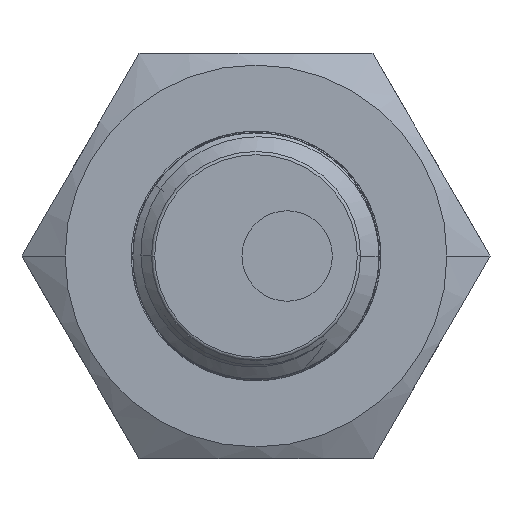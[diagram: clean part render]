
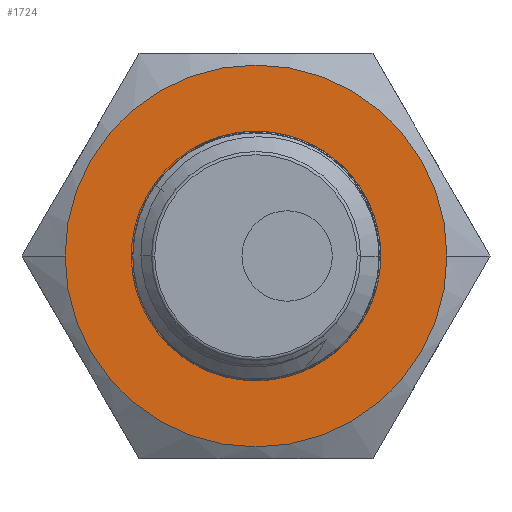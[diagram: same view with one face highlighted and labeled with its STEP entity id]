
A CAD part, front view. The second image highlights one B-rep face of the part: STEP entity #1724.
In plain terms, the highlighted face is planar.
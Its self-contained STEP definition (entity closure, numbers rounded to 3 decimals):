
#117=CARTESIAN_POINT('',(0.,0.,20.876));
#118=DIRECTION('',(0.,0.,1.));
#119=DIRECTION('',(1.,0.,0.));
#120=AXIS2_PLACEMENT_3D('',#117,#118,#119);
#122=CARTESIAN_POINT('',(0.,0.,20.876));
#123=DIRECTION('',(0.,0.,1.));
#124=DIRECTION('',(-1.,0.,0.));
#125=AXIS2_PLACEMENT_3D('',#122,#123,#124);
#127=CARTESIAN_POINT('',(0.,0.,20.876));
#128=DIRECTION('',(0.,0.,-1.));
#129=DIRECTION('',(-1.,0.,0.));
#130=AXIS2_PLACEMENT_3D('',#127,#128,#129);
#132=CARTESIAN_POINT('',(0.,0.,20.876));
#133=DIRECTION('',(0.,0.,-1.));
#134=DIRECTION('',(1.,0.,0.));
#135=AXIS2_PLACEMENT_3D('',#132,#133,#134);
#137=CARTESIAN_POINT('',(-2.035,3.444,20.876));
#138=CARTESIAN_POINT('',(-1.853,3.551,20.876));
#139=CARTESIAN_POINT('',(-1.477,3.735,20.876));
#140=CARTESIAN_POINT('',(-0.871,3.921,20.876));
#141=CARTESIAN_POINT('',(-0.243,4.009,20.876));
#142=CARTESIAN_POINT('',(0.384,3.998,20.876));
#143=CARTESIAN_POINT('',(1.011,3.887,20.876));
#144=CARTESIAN_POINT('',(1.61,3.68,20.876));
#145=CARTESIAN_POINT('',(2.17,3.38,20.876));
#146=CARTESIAN_POINT('',(2.673,2.998,20.876));
#147=CARTESIAN_POINT('',(3.106,2.546,20.876));
#148=CARTESIAN_POINT('',(3.469,2.025,20.876));
#149=CARTESIAN_POINT('',(3.745,1.453,20.876));
#150=CARTESIAN_POINT('',(3.927,0.846,20.876));
#151=CARTESIAN_POINT('',(4.011,0.219,20.876));
#152=CARTESIAN_POINT('',(3.995,-0.412,20.876));
#153=CARTESIAN_POINT('',(3.882,-1.032,20.876));
#154=CARTESIAN_POINT('',(3.673,-1.626,20.876));
#155=CARTESIAN_POINT('',(3.373,-2.18,20.876));
#156=CARTESIAN_POINT('',(2.991,-2.681,20.876));
#157=CARTESIAN_POINT('',(2.534,-3.116,20.876));
#158=CARTESIAN_POINT('',(2.013,-3.476,20.876));
#159=CARTESIAN_POINT('',(1.448,-3.746,20.876));
#160=CARTESIAN_POINT('',(0.843,-3.927,20.876));
#161=CARTESIAN_POINT('',(0.213,-4.011,20.876));
#162=CARTESIAN_POINT('',(-0.42,-3.995,
20.876));
#163=CARTESIAN_POINT('',(-1.046,-3.878,20.876));
#164=CARTESIAN_POINT('',(-1.635,-3.668,20.876));
#165=CARTESIAN_POINT('',(-2.191,-3.367,20.876));
#166=CARTESIAN_POINT('',(-2.694,-2.979,20.876));
#167=CARTESIAN_POINT('',(-2.984,-2.673,20.876));
#168=CARTESIAN_POINT('',(-3.117,-2.507,20.876));
#170=CARTESIAN_POINT('',(2.62,-2.576,20.876));
#171=CARTESIAN_POINT('',(2.767,-2.436,20.876));
#172=CARTESIAN_POINT('',(3.034,-2.136,20.876));
#173=CARTESIAN_POINT('',(3.357,-1.623,20.876));
#174=CARTESIAN_POINT('',(3.591,-1.072,20.876));
#175=CARTESIAN_POINT('',(3.734,-0.487,20.876));
#176=CARTESIAN_POINT('',(3.781,0.123,20.876));
#177=CARTESIAN_POINT('',(3.728,0.735,20.876));
#178=CARTESIAN_POINT('',(3.58,1.331,20.876));
#179=CARTESIAN_POINT('',(3.336,1.897,20.876));
#180=CARTESIAN_POINT('',(3.009,2.411,20.876));
#181=CARTESIAN_POINT('',(2.6,2.872,20.876));
#182=CARTESIAN_POINT('',(2.126,3.26,20.876));
#183=CARTESIAN_POINT('',(1.588,3.57,20.876));
#184=CARTESIAN_POINT('',(1.008,3.795,20.876));
#185=CARTESIAN_POINT('',(0.393,3.925,20.876));
#186=CARTESIAN_POINT('',(-0.235,3.957,20.876));
#187=CARTESIAN_POINT('',(-0.858,3.888,20.876));
#188=CARTESIAN_POINT('',(-1.473,3.719,20.876));
#189=CARTESIAN_POINT('',(-1.851,3.546,20.876));
#190=CARTESIAN_POINT('',(-2.035,3.444,20.876));
#192=CARTESIAN_POINT('',(-3.117,-2.507,20.876));
#193=CARTESIAN_POINT('',(-2.981,-2.66,20.876));
#194=CARTESIAN_POINT('',(-2.69,-2.94,20.876));
#195=CARTESIAN_POINT('',(-2.194,-3.292,20.876));
#196=CARTESIAN_POINT('',(-1.657,-3.563,20.876));
#197=CARTESIAN_POINT('',(-1.089,-3.745,20.876));
#198=CARTESIAN_POINT('',(-0.494,-3.837,
20.876));
#199=CARTESIAN_POINT('',(0.095,-3.836,20.876));
#200=CARTESIAN_POINT('',(0.672,-3.746,20.876));
#201=CARTESIAN_POINT('',(1.231,-3.569,20.876));
#202=CARTESIAN_POINT('',(1.746,-3.315,20.876));
#203=CARTESIAN_POINT('',(2.221,-2.983,20.876));
#204=CARTESIAN_POINT('',(2.494,-2.72,20.876));
#205=CARTESIAN_POINT('',(2.62,-2.576,20.876));
#376=CARTESIAN_POINT('',(-3.117,-2.507,20.876));
#978=CARTESIAN_POINT('',(-2.035,3.444,20.876));
#1558=CARTESIAN_POINT('',(-6.125,0.,20.876));
#1559=CARTESIAN_POINT('',(6.125,0.,20.876));
#1560=VERTEX_POINT('',#1558);
#1561=VERTEX_POINT('',#1559);
#1608=CARTESIAN_POINT('',(-3.526,0.,20.876));
#1609=CARTESIAN_POINT('',(3.526,0.,20.876));
#1610=VERTEX_POINT('',#1608);
#1611=VERTEX_POINT('',#1609);
#1624=VERTEX_POINT('',#376);
#1645=VERTEX_POINT('',#205);
#1659=VERTEX_POINT('',#978);
#1701=CARTESIAN_POINT('',(3.753,6.5,20.876));
#1702=DIRECTION('',(0.,0.,-1.));
#1703=DIRECTION('',(1.,0.,0.));
#1704=AXIS2_PLACEMENT_3D('',#1701,#1702,#1703);
#1705=PLANE('',#1704);
#1706=ORIENTED_EDGE('',*,*,#1678,.F.);
#1707=ORIENTED_EDGE('',*,*,#1688,.F.);
#1708=EDGE_LOOP('',(#1706,#1707));
#1709=FACE_OUTER_BOUND('',#1708,.F.);
#1711=ORIENTED_EDGE('',*,*,#1710,.F.);
#1713=ORIENTED_EDGE('',*,*,#1712,.F.);
#1714=EDGE_LOOP('',(#1711,#1713));
#1715=FACE_BOUND('',#1714,.F.);
#1717=ORIENTED_EDGE('',*,*,#1716,.F.);
#1719=ORIENTED_EDGE('',*,*,#1718,.F.);
#1721=ORIENTED_EDGE('',*,*,#1720,.F.);
#1722=EDGE_LOOP('',(#1717,#1719,#1721));
#1723=FACE_BOUND('',#1722,.F.);
#121=CIRCLE('',#120,6.125);
#126=CIRCLE('',#125,6.125);
#131=CIRCLE('',#130,3.526);
#136=CIRCLE('',#135,3.526);
#169=B_SPLINE_CURVE_WITH_KNOTS('',3,(#137,#138,#139,#140,#141,#142,#143,#144,
#145,#146,#147,#148,#149,#150,#151,#152,#153,#154,#155,#156,#157,#158,#159,#160,
#161,#162,#163,#164,#165,#166,#167,#168),.UNSPECIFIED.,.F.,.F.,(4,1,1,1,1,1,1,1,
1,1,1,1,1,1,1,1,1,1,1,1,1,1,1,1,1,1,1,1,1,4),(0.,0.034,
0.069,0.103,0.138,0.172,
0.207,0.241,0.276,0.31,
0.345,0.379,0.414,0.448,
0.483,0.517,0.552,0.586,
0.621,0.655,0.69,0.724,
0.759,0.793,0.828,0.862,
0.897,0.931,0.966,1.),.UNSPECIFIED.);
#191=B_SPLINE_CURVE_WITH_KNOTS('',3,(#170,#171,#172,#173,#174,#175,#176,#177,
#178,#179,#180,#181,#182,#183,#184,#185,#186,#187,#188,#189,#190),.UNSPECIFIED.,
.F.,.F.,(4,1,1,1,1,1,1,1,1,1,1,1,1,1,1,1,1,1,4),(0.,0.056,
0.111,0.167,0.222,0.278,
0.333,0.389,0.444,0.5,0.556,
0.611,0.667,0.722,0.778,
0.833,0.889,0.944,1.),.UNSPECIFIED.);
#206=B_SPLINE_CURVE_WITH_KNOTS('',3,(#192,#193,#194,#195,#196,#197,#198,#199,
#200,#201,#202,#203,#204,#205),.UNSPECIFIED.,.F.,.F.,(4,1,1,1,1,1,1,1,1,1,1,4),(
0.,0.091,0.182,0.273,0.364,
0.455,0.545,0.636,0.727,
0.818,0.909,1.),.UNSPECIFIED.);
#1678=EDGE_CURVE('',#1561,#1560,#121,.T.);
#1688=EDGE_CURVE('',#1560,#1561,#126,.T.);
#1710=EDGE_CURVE('',#1610,#1611,#131,.T.);
#1712=EDGE_CURVE('',#1611,#1610,#136,.T.);
#1716=EDGE_CURVE('',#1659,#1624,#169,.T.);
#1718=EDGE_CURVE('',#1645,#1659,#191,.T.);
#1720=EDGE_CURVE('',#1624,#1645,#206,.T.);
#1724=ADVANCED_FACE('',(#1709,#1715,#1723),#1705,.F.);
